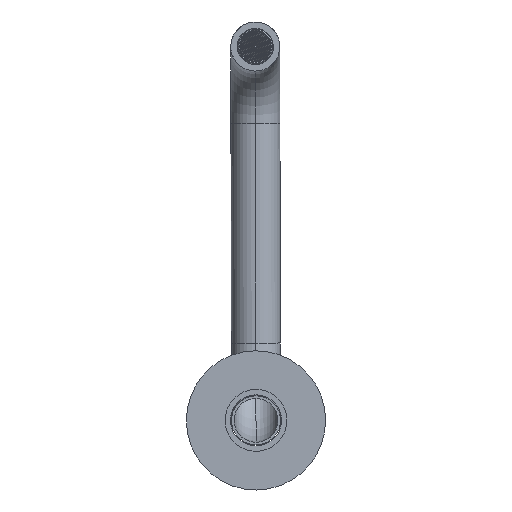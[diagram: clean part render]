
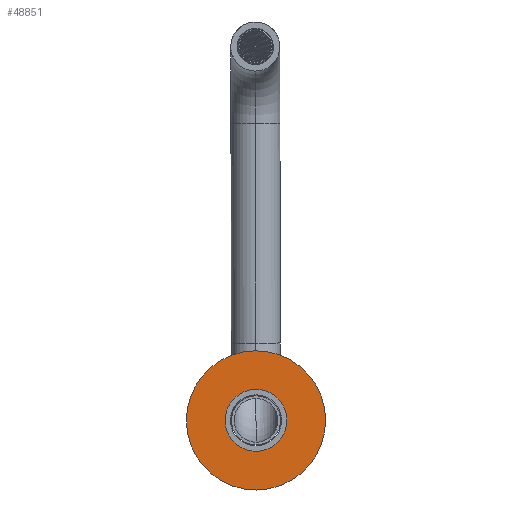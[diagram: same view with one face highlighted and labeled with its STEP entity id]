
A CAD part, front view. The second image highlights one B-rep face of the part: STEP entity #48851.
In plain terms, the highlighted planar face has unit normal (0, -1, 0).
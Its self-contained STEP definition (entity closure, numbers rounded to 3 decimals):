
#1350 = EDGE_CURVE ( 'NONE', #49134, #35331, #50082, .T. ) ;
#1450 = FACE_BOUND ( 'NONE', #26955, .T. ) ;
#1539 = DIRECTION ( 'NONE',  ( 0., -1., 0. ) ) ;
#1742 = DIRECTION ( 'NONE',  ( 0., 1., 0. ) ) ;
#1968 = CIRCLE ( 'NONE', #5642, 27. ) ;
#3733 = CARTESIAN_POINT ( 'NONE',  ( -4.459, 45.661, -26.629 ) ) ;
#4442 = ORIENTED_EDGE ( 'NONE', *, *, #54349, .T. ) ;
#5642 = AXIS2_PLACEMENT_3D ( 'NONE', #34348, #52085, #56449 ) ;
#9688 = CARTESIAN_POINT ( 'NONE',  ( 0., 45.661, 0. ) ) ;
#12915 = CIRCLE ( 'NONE', #39877, 12. ) ;
#14448 = VERTEX_POINT ( 'NONE', #38642 ) ;
#14738 = AXIS2_PLACEMENT_3D ( 'NONE', #9688, #1539, #44904 ) ;
#15266 = VERTEX_POINT ( 'NONE', #53363 ) ;
#16378 = DIRECTION ( 'NONE',  ( 0., -1., 0. ) ) ;
#17941 = EDGE_CURVE ( 'NONE', #15266, #14448, #12915, .T. ) ;
#18615 = DIRECTION ( 'NONE',  ( 0., -1., 0. ) ) ;
#18927 = AXIS2_PLACEMENT_3D ( 'NONE', #35797, #18615, #45387 ) ;
#20464 = CARTESIAN_POINT ( 'NONE',  ( 0., 45.661, 0. ) ) ;
#24429 = DIRECTION ( 'NONE',  ( 0., 0., 1. ) ) ;
#25396 = AXIS2_PLACEMENT_3D ( 'NONE', #54968, #1742, #24429 ) ;
#26616 = ORIENTED_EDGE ( 'NONE', *, *, #17941, .F. ) ;
#26955 = EDGE_LOOP ( 'NONE', ( #26616, #56808 ) ) ;
#31109 = ORIENTED_EDGE ( 'NONE', *, *, #1350, .T. ) ;
#31360 = EDGE_CURVE ( 'NONE', #14448, #15266, #44925, .T. ) ;
#34348 = CARTESIAN_POINT ( 'NONE',  ( 0., 45.661, 0. ) ) ;
#35331 = VERTEX_POINT ( 'NONE', #37614 ) ;
#35797 = CARTESIAN_POINT ( 'NONE',  ( 0., 45.661, 0. ) ) ;
#37243 = PLANE ( 'NONE',  #25396 ) ;
#37614 = CARTESIAN_POINT ( 'NONE',  ( 4.459, 45.661, 26.629 ) ) ;
#38642 = CARTESIAN_POINT ( 'NONE',  ( 1.982, 45.661, 11.835 ) ) ;
#39877 = AXIS2_PLACEMENT_3D ( 'NONE', #20464, #16378, #56219 ) ;
#44904 = DIRECTION ( 'NONE',  ( -0.165, 0., -0.986 ) ) ;
#44925 = CIRCLE ( 'NONE', #18927, 12. ) ;
#45387 = DIRECTION ( 'NONE',  ( 0., 0., -1. ) ) ;
#47653 = EDGE_LOOP ( 'NONE', ( #31109, #4442 ) ) ;
#48851 = ADVANCED_FACE ( 'NONE', ( #55257, #1450 ), #37243, .F. ) ;
#49134 = VERTEX_POINT ( 'NONE', #3733 ) ;
#50082 = CIRCLE ( 'NONE', #14738, 27. ) ;
#52085 = DIRECTION ( 'NONE',  ( 0., -1., 0. ) ) ;
#53363 = CARTESIAN_POINT ( 'NONE',  ( -1.982, 45.661, -11.835 ) ) ;
#54349 = EDGE_CURVE ( 'NONE', #35331, #49134, #1968, .T. ) ;
#54968 = CARTESIAN_POINT ( 'NONE',  ( 0., 45.661, 0. ) ) ;
#55257 = FACE_OUTER_BOUND ( 'NONE', #47653, .T. ) ;
#56219 = DIRECTION ( 'NONE',  ( 0., 0., -1. ) ) ;
#56449 = DIRECTION ( 'NONE',  ( -0.165, 0., -0.986 ) ) ;
#56808 = ORIENTED_EDGE ( 'NONE', *, *, #31360, .F. ) ;
